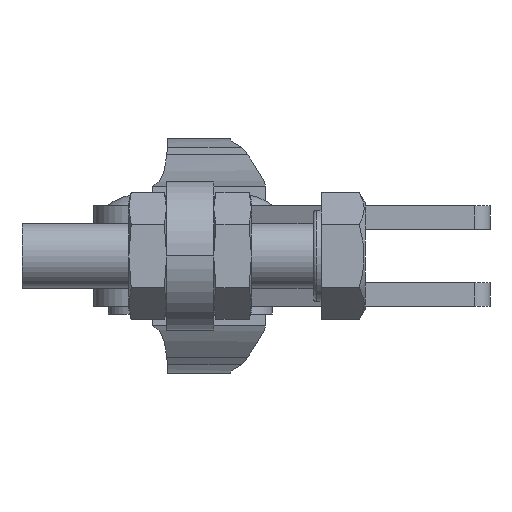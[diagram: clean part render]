
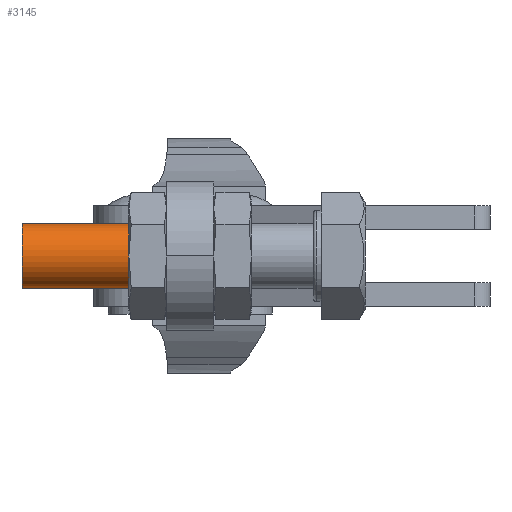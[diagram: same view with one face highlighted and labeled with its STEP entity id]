
A CAD part, left-side view. The second image highlights one B-rep face of the part: STEP entity #3145.
In plain terms, the highlighted cylindrical face has radius 2.05 mm (diameter 4.1 mm), a partial arc.
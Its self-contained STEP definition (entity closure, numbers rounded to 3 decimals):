
#35 = DIRECTION ( 'NONE',  ( 0., -1., 0. ) ) ;
#75 = EDGE_CURVE ( 'NONE', #1576, #196, #6223, .T. ) ;
#196 = VERTEX_POINT ( 'NONE', #7372 ) ;
#599 = DIRECTION ( 'NONE',  ( 0., -1., 0. ) ) ;
#672 = ORIENTED_EDGE ( 'NONE', *, *, #6923, .T. ) ;
#913 = ORIENTED_EDGE ( 'NONE', *, *, #7753, .F. ) ;
#1576 = VERTEX_POINT ( 'NONE', #7856 ) ;
#1829 = AXIS2_PLACEMENT_3D ( 'NONE', #6456, #8974, #2965 ) ;
#2537 = CARTESIAN_POINT ( 'NONE',  ( -18.25, 15.05, -1.5 ) ) ;
#2612 = CARTESIAN_POINT ( 'NONE',  ( -18.25, 21.86, -3.55 ) ) ;
#2747 = LINE ( 'NONE', #6573, #4240 ) ;
#2965 = DIRECTION ( 'NONE',  ( 0., 0., 1. ) ) ;
#3001 = ORIENTED_EDGE ( 'NONE', *, *, #75, .T. ) ;
#3088 = EDGE_CURVE ( 'NONE', #1576, #7847, #4058, .T. ) ;
#3145 = ADVANCED_FACE ( 'NONE', ( #7472 ), #8065, .T. ) ;
#3211 = DIRECTION ( 'NONE',  ( 0., 0., -1. ) ) ;
#3271 = DIRECTION ( 'NONE',  ( 0., 0., -1. ) ) ;
#3355 = CIRCLE ( 'NONE', #7900, 2.05 ) ;
#3693 = CARTESIAN_POINT ( 'NONE',  ( -18.25, 21.86, -1.5 ) ) ;
#4058 = CIRCLE ( 'NONE', #1829, 2.05 ) ;
#4240 = VECTOR ( 'NONE', #35, 1000. ) ;
#4316 = VECTOR ( 'NONE', #6291, 1000. ) ;
#4344 = EDGE_LOOP ( 'NONE', ( #913, #6690, #3001, #672 ) ) ;
#6223 = LINE ( 'NONE', #2612, #4316 ) ;
#6291 = DIRECTION ( 'NONE',  ( 0., -1., 0. ) ) ;
#6456 = CARTESIAN_POINT ( 'NONE',  ( -18.25, 21.86, -1.5 ) ) ;
#6573 = CARTESIAN_POINT ( 'NONE',  ( -18.25, 21.86, 0.55 ) ) ;
#6690 = ORIENTED_EDGE ( 'NONE', *, *, #3088, .F. ) ;
#6923 = EDGE_CURVE ( 'NONE', #196, #8142, #3355, .T. ) ;
#7372 = CARTESIAN_POINT ( 'NONE',  ( -18.25, 15.05, -3.55 ) ) ;
#7472 = FACE_OUTER_BOUND ( 'NONE', #4344, .T. ) ;
#7621 = DIRECTION ( 'NONE',  ( 0., 1., 0. ) ) ;
#7699 = AXIS2_PLACEMENT_3D ( 'NONE', #3693, #599, #3211 ) ;
#7753 = EDGE_CURVE ( 'NONE', #7847, #8142, #2747, .T. ) ;
#7847 = VERTEX_POINT ( 'NONE', #8889 ) ;
#7856 = CARTESIAN_POINT ( 'NONE',  ( -18.25, 21.86, -3.55 ) ) ;
#7900 = AXIS2_PLACEMENT_3D ( 'NONE', #2537, #7621, #3271 ) ;
#8065 = CYLINDRICAL_SURFACE ( 'NONE', #7699, 2.05 ) ;
#8142 = VERTEX_POINT ( 'NONE', #8517 ) ;
#8517 = CARTESIAN_POINT ( 'NONE',  ( -18.25, 15.05, 0.55 ) ) ;
#8889 = CARTESIAN_POINT ( 'NONE',  ( -18.25, 21.86, 0.55 ) ) ;
#8974 = DIRECTION ( 'NONE',  ( 0., 1., 0. ) ) ;
